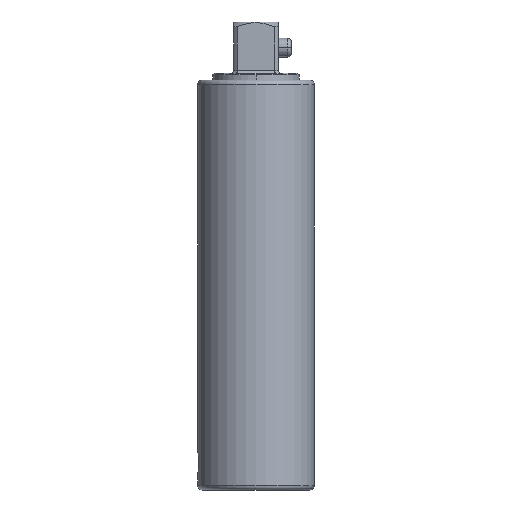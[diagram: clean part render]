
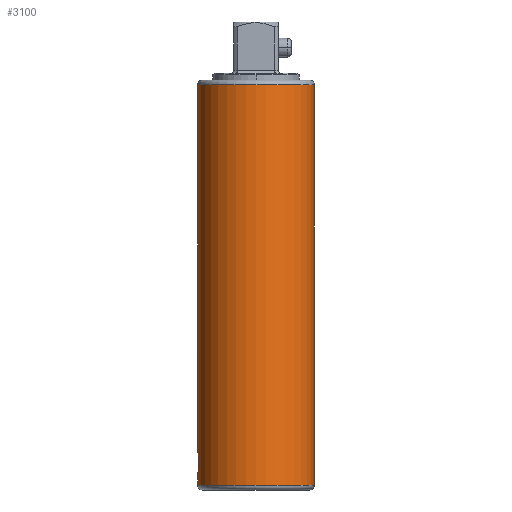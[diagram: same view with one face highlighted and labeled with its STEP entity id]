
A CAD part, front view. The second image highlights one B-rep face of the part: STEP entity #3100.
In plain terms, the highlighted cylindrical face has radius 12.5 mm (diameter 25 mm), a partial arc.
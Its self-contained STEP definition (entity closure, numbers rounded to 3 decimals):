
#2735=DIRECTION('',(0.,0.,-1.));
#2736=VECTOR('',#2735,78.45);
#2737=CARTESIAN_POINT('',(-12.5,0.,86.45));
#2738=LINE('',#2737,#2736);
#2756=DIRECTION('',(0.,0.,-1.));
#2757=VECTOR('',#2756,2.3);
#2758=CARTESIAN_POINT('',(-12.5,0.,3.));
#2759=LINE('',#2758,#2757);
#2765=DIRECTION('',(0.,0.,-1.));
#2766=VECTOR('',#2765,85.75);
#2767=CARTESIAN_POINT('',(12.5,0.,86.45));
#2768=LINE('',#2767,#2766);
#2779=CARTESIAN_POINT('',(0.,0.,86.45));
#2780=DIRECTION('',(0.,0.,-1.));
#2781=DIRECTION('',(1.,0.,0.));
#2782=AXIS2_PLACEMENT_3D('',#2779,#2780,#2781);
#2784=CARTESIAN_POINT('',(0.,0.,0.7));
#2785=DIRECTION('',(0.,0.,-1.));
#2786=DIRECTION('',(1.,0.,0.));
#2787=AXIS2_PLACEMENT_3D('',#2784,#2785,#2786);
#2789=CARTESIAN_POINT('',(-12.5,0.,8.));
#2790=CARTESIAN_POINT('',(-12.5,-0.199,8.));
#2791=CARTESIAN_POINT('',(-12.491,-0.589,
7.955));
#2792=CARTESIAN_POINT('',(-12.449,-1.172,
7.737));
#2793=CARTESIAN_POINT('',(-12.391,-1.671,
7.391));
#2794=CARTESIAN_POINT('',(-12.329,-2.07,
6.945));
#2795=CARTESIAN_POINT('',(-12.275,-2.363,
6.393));
#2796=CARTESIAN_POINT('',(-12.246,-2.506,
5.793));
#2797=CARTESIAN_POINT('',(-12.246,-2.507,
5.209));
#2798=CARTESIAN_POINT('',(-12.275,-2.364,
4.609));
#2799=CARTESIAN_POINT('',(-12.329,-2.071,
4.057));
#2800=CARTESIAN_POINT('',(-12.39,-1.674,
3.612));
#2801=CARTESIAN_POINT('',(-12.449,-1.173,
3.263));
#2802=CARTESIAN_POINT('',(-12.491,-0.589,
3.045));
#2803=CARTESIAN_POINT('',(-12.5,-0.199,3.));
#2804=CARTESIAN_POINT('',(-12.5,0.,3.));
#2916=VERTEX_POINT('',#2789);
#2917=VERTEX_POINT('',#2804);
#2934=CARTESIAN_POINT('',(12.5,0.,0.7));
#2935=CARTESIAN_POINT('',(-12.5,0.,0.7));
#2936=VERTEX_POINT('',#2934);
#2937=VERTEX_POINT('',#2935);
#2942=CARTESIAN_POINT('',(12.5,0.,86.45));
#2943=CARTESIAN_POINT('',(-12.5,0.,86.45));
#2944=VERTEX_POINT('',#2942);
#2945=VERTEX_POINT('',#2943);
#3086=CARTESIAN_POINT('',(0.,0.,-4.688));
#3087=DIRECTION('',(0.,0.,1.));
#3088=DIRECTION('',(1.,0.,0.));
#3089=AXIS2_PLACEMENT_3D('',#3086,#3087,#3088);
#3090=CYLINDRICAL_SURFACE('',#3089,12.5);
#3091=ORIENTED_EDGE('',*,*,#3070,.F.);
#3092=ORIENTED_EDGE('',*,*,#3031,.T.);
#3093=ORIENTED_EDGE('',*,*,#2983,.T.);
#3094=ORIENTED_EDGE('',*,*,#3028,.F.);
#3096=ORIENTED_EDGE('',*,*,#3095,.F.);
#3097=ORIENTED_EDGE('',*,*,#3024,.F.);
#3098=EDGE_LOOP('',(#3091,#3092,#3093,#3094,#3096,#3097));
#3099=FACE_OUTER_BOUND('',#3098,.F.);
#3100=ADVANCED_FACE('',(#3099),#3090,.T.);
#2783=CIRCLE('',#2782,12.5);
#2788=CIRCLE('',#2787,12.5);
#2805=B_SPLINE_CURVE_WITH_KNOTS('',3,(#2789,#2790,#2791,#2792,#2793,#2794,#2795,
#2796,#2797,#2798,#2799,#2800,#2801,#2802,#2803,#2804),.UNSPECIFIED.,.F.,.F.,(4,
1,1,1,1,1,1,1,1,1,1,1,1,4),(0.,0.077,0.154,
0.231,0.308,0.385,0.462,
0.538,0.615,0.692,0.769,
0.846,0.923,1.),.UNSPECIFIED.);
#2983=EDGE_CURVE('',#2936,#2937,#2788,.T.);
#3024=EDGE_CURVE('',#2945,#2916,#2738,.T.);
#3028=EDGE_CURVE('',#2917,#2937,#2759,.T.);
#3031=EDGE_CURVE('',#2944,#2936,#2768,.T.);
#3070=EDGE_CURVE('',#2944,#2945,#2783,.T.);
#3095=EDGE_CURVE('',#2916,#2917,#2805,.T.);
